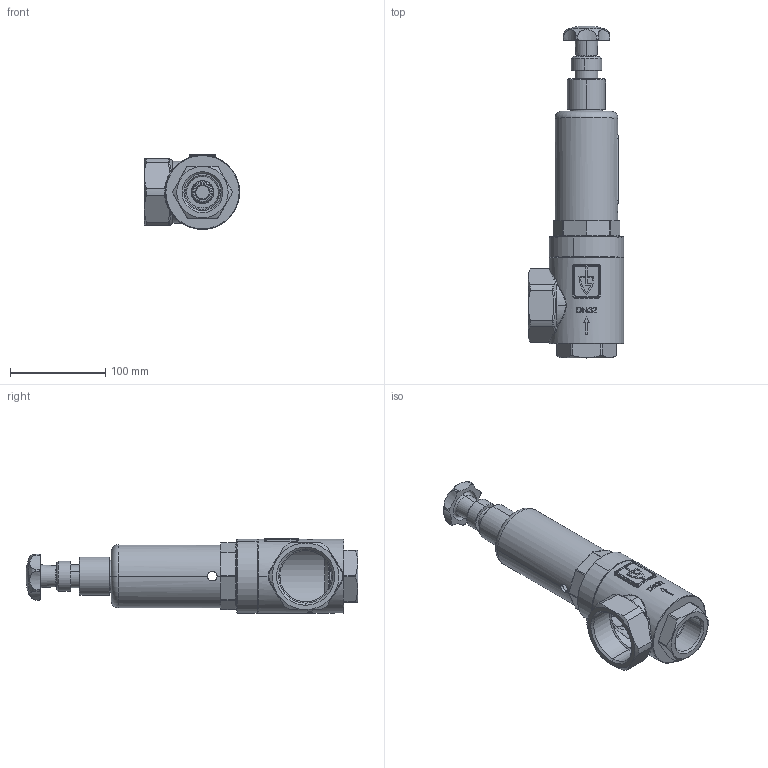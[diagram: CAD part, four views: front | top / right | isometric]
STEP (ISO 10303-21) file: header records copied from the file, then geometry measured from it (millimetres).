
FILE_DESCRIPTION (( 'STEP AP214' ), '1' );
FILE_NAME ('853-32 Dummy.STEP', '2012-08-08T09:23:46', ( 'Blankenhorn' ), ( '' ), 'SwSTEP 2.0', 'SolidWorks 2011', '' );
FILE_SCHEMA (( 'AUTOMOTIVE_DESIGN' ));
Length unit declared in the file: millimetre
Products named in the file (1): 853-32 Dummy
Bounding box: 100 x 348.66 x 78.5 mm (x, y, z)
Volume: 404408.9 mm3; surface area: 181963.4 mm2
Topology: 8 solids, 8 shells, 599 faces, 1479 edges, 923 vertices
Faces by surface type: plane 186, cylinder 153, bspline 139, cone 80, torus 37, sphere 4
Entity records: 31289 total; most frequent: CARTESIAN_POINT 11482, ORIENTED_EDGE 2950, DIRECTION 2456, EDGE_CURVE 1475, AXIS2_PLACEMENT_3D 961, VERTEX_POINT 923, EDGE_LOOP 650, UNCERTAINTY_MEASURE_WITH_UNIT 609
